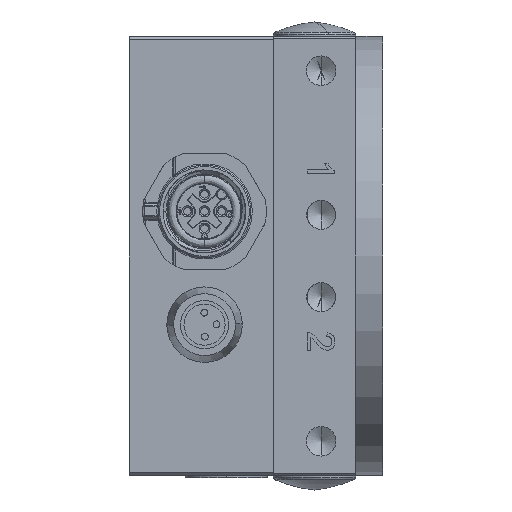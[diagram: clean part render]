
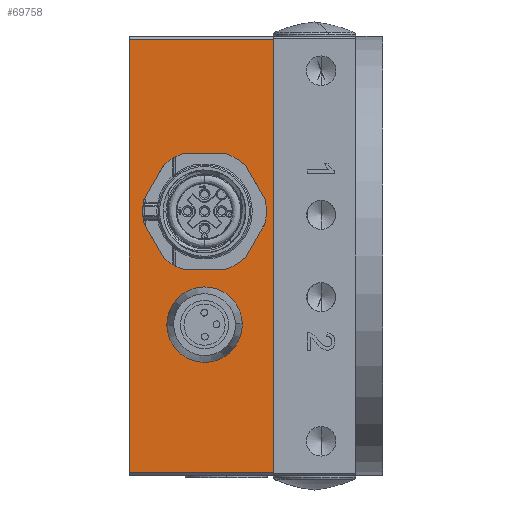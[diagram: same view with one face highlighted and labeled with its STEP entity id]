
A CAD part, left-side view. The second image highlights one B-rep face of the part: STEP entity #69758.
In plain terms, the highlighted planar face has unit normal (-1, 0, 0).
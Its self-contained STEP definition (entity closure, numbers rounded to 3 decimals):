
#972 = DIRECTION ( 'NONE',  ( 1., 0., 0. ) ) ;
#1554 = DIRECTION ( 'NONE',  ( 0., 0., 1. ) ) ;
#4068 = VECTOR ( 'NONE', #21501, 1000. ) ;
#4600 = CARTESIAN_POINT ( 'NONE',  ( -32., 16., -31.5 ) ) ;
#4718 = EDGE_CURVE ( 'NONE', #21292, #58316, #20088, .T. ) ;
#8342 = ORIENTED_EDGE ( 'NONE', *, *, #60466, .T. ) ;
#13454 = CARTESIAN_POINT ( 'NONE',  ( -32., 37., 31.5 ) ) ;
#15645 = CARTESIAN_POINT ( 'NONE',  ( -32., 37., -31.5 ) ) ;
#16136 = EDGE_CURVE ( 'NONE', #58316, #48779, #28522, .T. ) ;
#18346 = CARTESIAN_POINT ( 'NONE',  ( -32., 37., 32. ) ) ;
#19436 = CARTESIAN_POINT ( 'NONE',  ( -32., 37., 31.5 ) ) ;
#20088 = LINE ( 'NONE', #66774, #35780 ) ;
#21292 = VERTEX_POINT ( 'NONE', #4600 ) ;
#21459 = EDGE_CURVE ( 'NONE', #45874, #48779, #69826, .T. ) ;
#21501 = DIRECTION ( 'NONE',  ( 0., -1., 0. ) ) ;
#28522 = LINE ( 'NONE', #19436, #59737 ) ;
#30161 = PLANE ( 'NONE',  #32929 ) ;
#31048 = DIRECTION ( 'NONE',  ( 0., 1., 0. ) ) ;
#32929 = AXIS2_PLACEMENT_3D ( 'NONE', #18346, #972, #41975 ) ;
#35780 = VECTOR ( 'NONE', #1554, 1000. ) ;
#41572 = EDGE_LOOP ( 'NONE', ( #65002, #8342, #63001, #70066 ) ) ;
#41975 = DIRECTION ( 'NONE',  ( 0., -1., 0. ) ) ;
#45874 = VERTEX_POINT ( 'NONE', #61869 ) ;
#47114 = CARTESIAN_POINT ( 'NONE',  ( -32., 37., 32. ) ) ;
#48779 = VERTEX_POINT ( 'NONE', #13454 ) ;
#52485 = VECTOR ( 'NONE', #64708, 1000. ) ;
#58316 = VERTEX_POINT ( 'NONE', #70668 ) ;
#59737 = VECTOR ( 'NONE', #31048, 1000. ) ;
#60466 = EDGE_CURVE ( 'NONE', #45874, #21292, #68184, .T. ) ;
#61869 = CARTESIAN_POINT ( 'NONE',  ( -32., 37., -31.5 ) ) ;
#63001 = ORIENTED_EDGE ( 'NONE', *, *, #4718, .T. ) ;
#64708 = DIRECTION ( 'NONE',  ( 0., 0., 1. ) ) ;
#65002 = ORIENTED_EDGE ( 'NONE', *, *, #21459, .F. ) ;
#66001 = FACE_OUTER_BOUND ( 'NONE', #41572, .T. ) ;
#66774 = CARTESIAN_POINT ( 'NONE',  ( -32., 16., 32. ) ) ;
#68184 = LINE ( 'NONE', #15645, #4068 ) ;
#69758 = ADVANCED_FACE ( 'NONE', ( #66001 ), #30161, .F. ) ;
#69826 = LINE ( 'NONE', #47114, #52485 ) ;
#70066 = ORIENTED_EDGE ( 'NONE', *, *, #16136, .T. ) ;
#70668 = CARTESIAN_POINT ( 'NONE',  ( -32., 16., 31.5 ) ) ;
